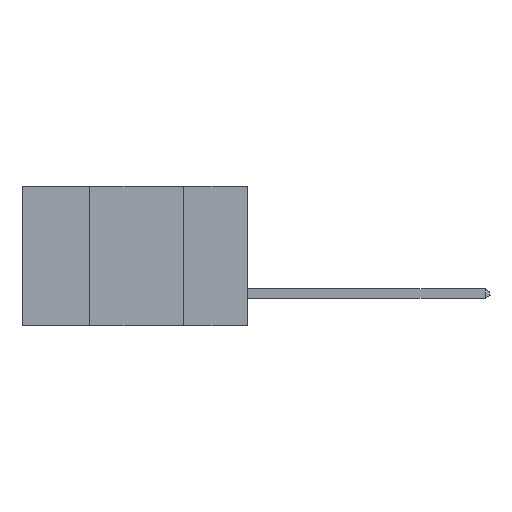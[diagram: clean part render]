
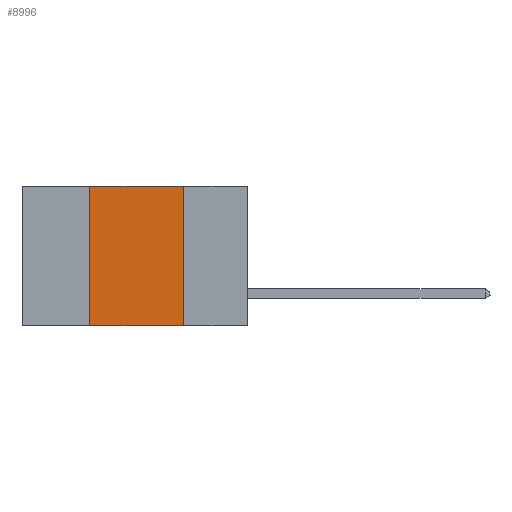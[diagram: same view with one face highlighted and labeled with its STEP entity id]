
A CAD part, left-side view. The second image highlights one B-rep face of the part: STEP entity #8996.
In plain terms, the highlighted planar face has unit normal (-1, 0, 0).
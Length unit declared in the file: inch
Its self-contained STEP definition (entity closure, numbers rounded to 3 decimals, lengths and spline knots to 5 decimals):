
#6 = VECTOR ( 'NONE', #4388, 39.37008 ) ;
#143 = CARTESIAN_POINT ( 'NONE',  ( 0., 0.17, -0.37 ) ) ;
#313 = LINE ( 'NONE', #8943, #6734 ) ;
#906 = ORIENTED_EDGE ( 'NONE', *, *, #9854, .F. ) ;
#1247 = DIRECTION ( 'NONE',  ( 1., 0., 0. ) ) ;
#1680 = CARTESIAN_POINT ( 'NONE',  ( 0., 0.42, -0.37 ) ) ;
#1692 = ORIENTED_EDGE ( 'NONE', *, *, #5274, .F. ) ;
#2043 = ORIENTED_EDGE ( 'NONE', *, *, #2253, .T. ) ;
#2253 = EDGE_CURVE ( 'NONE', #2627, #5034, #4875, .T. ) ;
#2627 = VERTEX_POINT ( 'NONE', #1680 ) ;
#2948 = EDGE_CURVE ( 'NONE', #4263, #9501, #8159, .T. ) ;
#3145 = FACE_OUTER_BOUND ( 'NONE', #5839, .T. ) ;
#3303 = ORIENTED_EDGE ( 'NONE', *, *, #2948, .F. ) ;
#4168 = VECTOR ( 'NONE', #4857, 39.37008 ) ;
#4263 = VERTEX_POINT ( 'NONE', #10857 ) ;
#4356 = AXIS2_PLACEMENT_3D ( 'NONE', #6384, #1247, #7242 ) ;
#4388 = DIRECTION ( 'NONE',  ( 0., -1., 0. ) ) ;
#4857 = DIRECTION ( 'NONE',  ( 0., -1., 0. ) ) ;
#4875 = LINE ( 'NONE', #8615, #6 ) ;
#4887 = CARTESIAN_POINT ( 'NONE',  ( 0., 0.6, 0. ) ) ;
#5034 = VERTEX_POINT ( 'NONE', #143 ) ;
#5274 = EDGE_CURVE ( 'NONE', #2627, #4263, #8455, .T. ) ;
#5839 = EDGE_LOOP ( 'NONE', ( #906, #3303, #1692, #2043 ) ) ;
#6384 = CARTESIAN_POINT ( 'NONE',  ( 0., 0.6, 0. ) ) ;
#6588 = DIRECTION ( 'NONE',  ( 0., 0., -1. ) ) ;
#6734 = VECTOR ( 'NONE', #6588, 39.37008 ) ;
#6862 = CARTESIAN_POINT ( 'NONE',  ( 0., 0.42, 0. ) ) ;
#6988 = CARTESIAN_POINT ( 'NONE',  ( 0., 0.17, 0. ) ) ;
#7242 = DIRECTION ( 'NONE',  ( 0., 0., -1. ) ) ;
#8065 = PLANE ( 'NONE',  #4356 ) ;
#8159 = LINE ( 'NONE', #4887, #4168 ) ;
#8455 = LINE ( 'NONE', #6862, #10072 ) ;
#8615 = CARTESIAN_POINT ( 'NONE',  ( 0., 0.6, -0.37 ) ) ;
#8943 = CARTESIAN_POINT ( 'NONE',  ( 0., 0.17, 0. ) ) ;
#8996 = ADVANCED_FACE ( 'NONE', ( #3145 ), #8065, .F. ) ;
#9501 = VERTEX_POINT ( 'NONE', #6988 ) ;
#9702 = DIRECTION ( 'NONE',  ( 0., 0., 1. ) ) ;
#9854 = EDGE_CURVE ( 'NONE', #9501, #5034, #313, .T. ) ;
#10072 = VECTOR ( 'NONE', #9702, 39.37008 ) ;
#10857 = CARTESIAN_POINT ( 'NONE',  ( 0., 0.42, 0. ) ) ;
